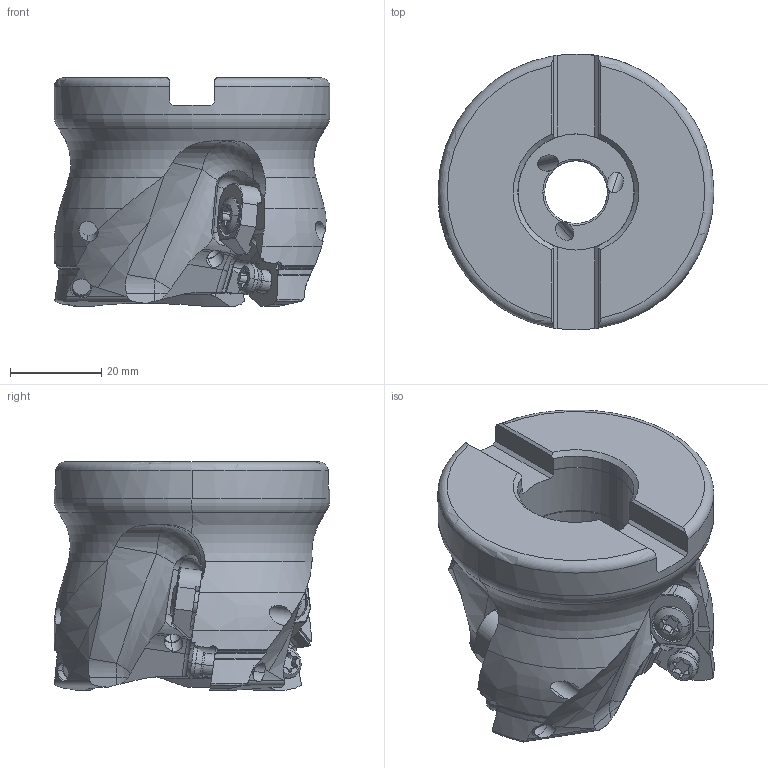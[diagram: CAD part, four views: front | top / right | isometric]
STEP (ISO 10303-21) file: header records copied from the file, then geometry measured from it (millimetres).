
FILE_DESCRIPTION(/* description */ (''),/* implementation_level */ '2;1');
FILE_NAME(/* name */ 'AJXU14R2503C.stp',/* time_stamp */ '2021-09-08T11:48:49+09:00',/* author */ (''),/* organization */ (''),/* preprocessor_version */ 'ST-DEVELOPER v16',/* originating_system */ 'SIEMENS PLM Software NX 10.0',/* authorisation */ '');
FILE_SCHEMA (('AUTOMOTIVE_DESIGN { 1 0 10303 214 3 1 1 1 }'));
Length unit declared in the file: millimetre
Products named in the file (1): AJXU14R2503C_ASM
Bounding box: 60.33 x 60.33 x 49.96 mm (x, y, z)
Volume: 80722.9 mm3; surface area: 23300.6 mm2
Topology: 13 solids, 13 shells, 680 faces, 1906 edges, 1281 vertices
Faces by surface type: cylinder 318, plane 198, cone 86, torus 45, sphere 18, bspline 15
Entity records: 27344 total; most frequent: CARTESIAN_POINT 9365, ORIENTED_EDGE 3758, DIRECTION 3714, EDGE_CURVE 1879, AXIS2_PLACEMENT_3D 1530, VERTEX_POINT 1235, CIRCLE 760, EDGE_LOOP 728
